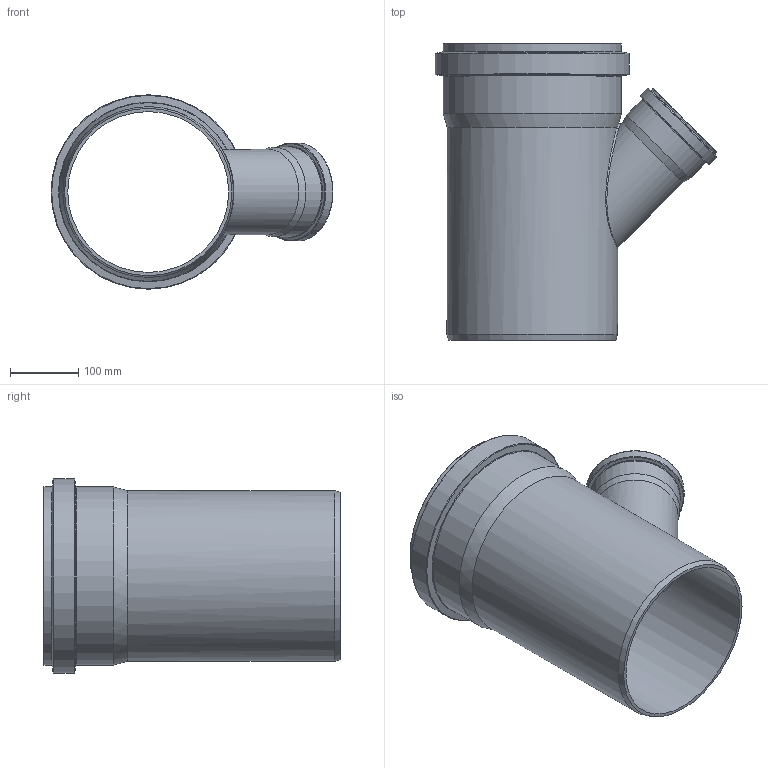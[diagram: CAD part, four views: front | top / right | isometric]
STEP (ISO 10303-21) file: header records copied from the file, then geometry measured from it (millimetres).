
FILE_DESCRIPTION(/* description */ (''),/* implementation_level */ '2;1');
FILE_NAME(/* name */ '224330 KGEA Abzweig DN_OD 250_125_45°.stp',/* time_stamp */ '2017-04-22T10:52:33+02:00',/* author */ ('user1'),/* organization */ (''),/* preprocessor_version */ 'ST-DEVELOPER v16.1',/* originating_system */ 'Autodesk Inventor 2016',/* authorisation */ '');
FILE_SCHEMA (('AUTOMOTIVE_DESIGN { 1 0 10303 214 3 1 1 }'));
Length unit declared in the file: millimetre
Products named in the file (1): 224330 KGEA Abzweig DN_OD 250_125_45°
Bounding box: 414 x 436 x 285.5 mm (x, y, z)
Volume: 2455358.9 mm3; surface area: 820613.6 mm2
Topology: 1 solids, 1 shells, 58 faces, 121 edges, 66 vertices
Faces by surface type: torus 20, cylinder 18, cone 13, plane 5, bspline 2
Full cylindrical faces by diameter (mm): 118.8 x1, 125.2 x1, 125.7 x1, 126 x2, 131.5 x1, 131.8 x1, 138 x1, 143.8 x1, 236.3 x1, 250.5 x1, 250.8 x1, 251.1 x2, 261.8 x1, 262.1 x1, 274.5 x1, 285.5 x1
Entity records: 1742 total; most frequent: CARTESIAN_POINT 715, DIRECTION 224, ORIENTED_EDGE 128, EDGE_LOOP 115, AXIS2_PLACEMENT_3D 112, EDGE_CURVE 64, VERTEX_POINT 61, FACE_OUTER_BOUND 58
